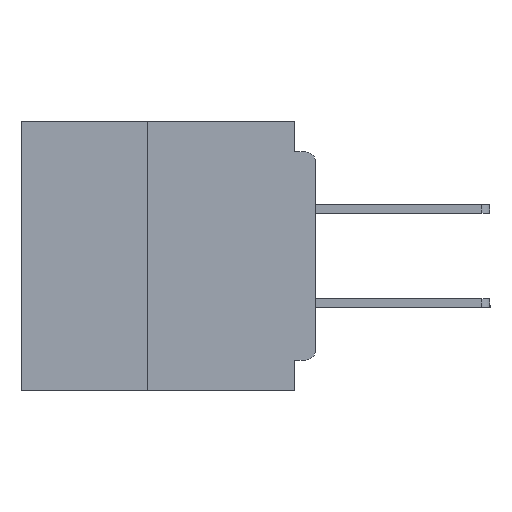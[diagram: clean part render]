
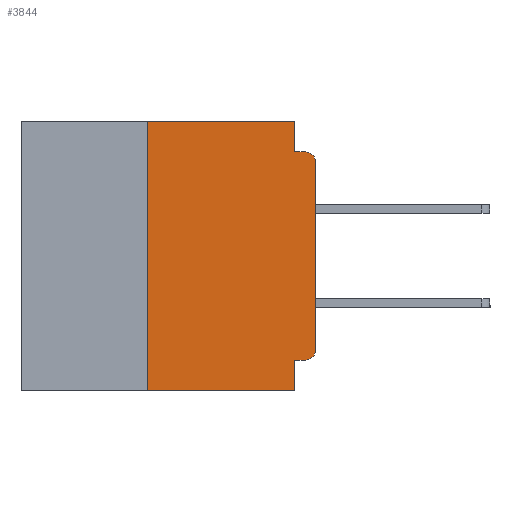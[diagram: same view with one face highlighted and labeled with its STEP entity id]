
A CAD part, left-side view. The second image highlights one B-rep face of the part: STEP entity #3844.
In plain terms, the highlighted planar face has unit normal (-1, 0, 0).
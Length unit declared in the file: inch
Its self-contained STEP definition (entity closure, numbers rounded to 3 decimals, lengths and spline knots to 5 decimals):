
#102 = VECTOR ( 'NONE', #3801, 39.37008 ) ;
#356 = CARTESIAN_POINT ( 'NONE',  ( 0., 0.015, -0.045 ) ) ;
#925 = CARTESIAN_POINT ( 'NONE',  ( 0., 0.015, -0.34 ) ) ;
#944 = CARTESIAN_POINT ( 'NONE',  ( 0., 0., -0.045 ) ) ;
#1140 = DIRECTION ( 'NONE',  ( 0., 0., -1. ) ) ;
#1698 = ORIENTED_EDGE ( 'NONE', *, *, #37044, .F. ) ;
#2687 = ORIENTED_EDGE ( 'NONE', *, *, #17733, .T. ) ;
#2903 = EDGE_CURVE ( 'NONE', #31142, #6671, #8687, .T. ) ;
#3350 = VERTEX_POINT ( 'NONE', #35904 ) ;
#3356 = CARTESIAN_POINT ( 'NONE',  ( 0., 0., -0.34 ) ) ;
#3801 = DIRECTION ( 'NONE',  ( 0., -1., 0. ) ) ;
#3844 = ADVANCED_FACE ( 'NONE', ( #4504 ), #23416, .F. ) ;
#3900 = DIRECTION ( 'NONE',  ( 0., 0., -1. ) ) ;
#4504 = FACE_OUTER_BOUND ( 'NONE', #15206, .T. ) ;
#5930 = CARTESIAN_POINT ( 'NONE',  ( 0., 0., -0.355 ) ) ;
#6090 = CARTESIAN_POINT ( 'NONE',  ( 0., 0.25, 0. ) ) ;
#6671 = VERTEX_POINT ( 'NONE', #18631 ) ;
#6840 = EDGE_CURVE ( 'NONE', #31142, #21327, #16346, .T. ) ;
#7286 = CARTESIAN_POINT ( 'NONE',  ( 0., 0.437, 0. ) ) ;
#7481 = CARTESIAN_POINT ( 'NONE',  ( 0., 0.031, -0.045 ) ) ;
#8687 = LINE ( 'NONE', #25325, #30356 ) ;
#8768 = AXIS2_PLACEMENT_3D ( 'NONE', #30314, #12639, #33190 ) ;
#8840 = AXIS2_PLACEMENT_3D ( 'NONE', #925, #21544, #3900 ) ;
#10211 = DIRECTION ( 'NONE',  ( 0., -1., 0. ) ) ;
#10319 = ORIENTED_EDGE ( 'NONE', *, *, #18979, .F. ) ;
#10334 = CARTESIAN_POINT ( 'NONE',  ( 0., 0.015, -0.355 ) ) ;
#10878 = CARTESIAN_POINT ( 'NONE',  ( 0., 0.25, -0.4 ) ) ;
#11968 = VERTEX_POINT ( 'NONE', #7481 ) ;
#12277 = VERTEX_POINT ( 'NONE', #3356 ) ;
#12639 = DIRECTION ( 'NONE',  ( -1., 0., 0. ) ) ;
#12740 = EDGE_CURVE ( 'NONE', #28373, #11968, #22033, .T. ) ;
#12840 = CARTESIAN_POINT ( 'NONE',  ( 0., 0.031, 0. ) ) ;
#13573 = CARTESIAN_POINT ( 'NONE',  ( 0., 0.25, -0.4 ) ) ;
#14002 = CIRCLE ( 'NONE', #8840, 0.015 ) ;
#14058 = CARTESIAN_POINT ( 'NONE',  ( 0., 0., 0. ) ) ;
#14142 = VECTOR ( 'NONE', #1140, 39.37008 ) ;
#14360 = DIRECTION ( 'NONE',  ( 0., 0., 1. ) ) ;
#14792 = DIRECTION ( 'NONE',  ( 0., 1., 0. ) ) ;
#15206 = EDGE_LOOP ( 'NONE', ( #22001, #29394, #10319, #19960, #32760, #29468, #17176, #1698, #31290, #2687 ) ) ;
#15782 = LINE ( 'NONE', #944, #102 ) ;
#16186 = DIRECTION ( 'NONE',  ( 0., 0., -1. ) ) ;
#16346 = LINE ( 'NONE', #13573, #23268 ) ;
#17176 = ORIENTED_EDGE ( 'NONE', *, *, #2903, .T. ) ;
#17733 = EDGE_CURVE ( 'NONE', #20330, #12277, #14002, .T. ) ;
#17738 = AXIS2_PLACEMENT_3D ( 'NONE', #24145, #23376, #23365 ) ;
#17988 = VECTOR ( 'NONE', #16186, 39.37008 ) ;
#18198 = VERTEX_POINT ( 'NONE', #356 ) ;
#18631 = CARTESIAN_POINT ( 'NONE',  ( 0., 0.031, -0.4 ) ) ;
#18979 = EDGE_CURVE ( 'NONE', #11968, #18198, #15782, .T. ) ;
#19960 = ORIENTED_EDGE ( 'NONE', *, *, #12740, .F. ) ;
#20311 = EDGE_CURVE ( 'NONE', #21327, #28373, #31270, .T. ) ;
#20330 = VERTEX_POINT ( 'NONE', #10334 ) ;
#21327 = VERTEX_POINT ( 'NONE', #6090 ) ;
#21544 = DIRECTION ( 'NONE',  ( -1., 0., 0. ) ) ;
#22001 = ORIENTED_EDGE ( 'NONE', *, *, #32705, .T. ) ;
#22033 = LINE ( 'NONE', #12840, #14142 ) ;
#23268 = VECTOR ( 'NONE', #14360, 39.37008 ) ;
#23365 = DIRECTION ( 'NONE',  ( 0., 0., -1. ) ) ;
#23376 = DIRECTION ( 'NONE',  ( 1., 0., 0. ) ) ;
#23416 = PLANE ( 'NONE',  #17738 ) ;
#23498 = VECTOR ( 'NONE', #10211, 39.37008 ) ;
#24140 = DIRECTION ( 'NONE',  ( 0., -1., 0. ) ) ;
#24145 = CARTESIAN_POINT ( 'NONE',  ( 0., 0.437, 0. ) ) ;
#25325 = CARTESIAN_POINT ( 'NONE',  ( 0., 0.437, -0.4 ) ) ;
#25850 = LINE ( 'NONE', #27881, #17988 ) ;
#25949 = VECTOR ( 'NONE', #14792, 39.37008 ) ;
#27586 = EDGE_CURVE ( 'NONE', #36194, #18198, #31076, .T. ) ;
#27881 = CARTESIAN_POINT ( 'NONE',  ( 0., 0.031, -0.4 ) ) ;
#28373 = VERTEX_POINT ( 'NONE', #36801 ) ;
#29394 = ORIENTED_EDGE ( 'NONE', *, *, #27586, .T. ) ;
#29468 = ORIENTED_EDGE ( 'NONE', *, *, #6840, .F. ) ;
#30314 = CARTESIAN_POINT ( 'NONE',  ( 0., 0.015, -0.06 ) ) ;
#30356 = VECTOR ( 'NONE', #24140, 39.37008 ) ;
#30522 = LINE ( 'NONE', #14058, #37296 ) ;
#31076 = CIRCLE ( 'NONE', #8768, 0.015 ) ;
#31142 = VERTEX_POINT ( 'NONE', #10878 ) ;
#31270 = LINE ( 'NONE', #7286, #23498 ) ;
#31290 = ORIENTED_EDGE ( 'NONE', *, *, #33424, .F. ) ;
#31987 = CARTESIAN_POINT ( 'NONE',  ( 0., 0., -0.06 ) ) ;
#32705 = EDGE_CURVE ( 'NONE', #12277, #36194, #30522, .T. ) ;
#32760 = ORIENTED_EDGE ( 'NONE', *, *, #20311, .F. ) ;
#33190 = DIRECTION ( 'NONE',  ( 0., 0., -1. ) ) ;
#33424 = EDGE_CURVE ( 'NONE', #20330, #3350, #35476, .T. ) ;
#34582 = DIRECTION ( 'NONE',  ( 0., 0., 1. ) ) ;
#35476 = LINE ( 'NONE', #5930, #25949 ) ;
#35904 = CARTESIAN_POINT ( 'NONE',  ( 0., 0.031, -0.355 ) ) ;
#36194 = VERTEX_POINT ( 'NONE', #31987 ) ;
#36801 = CARTESIAN_POINT ( 'NONE',  ( 0., 0.031, 0. ) ) ;
#37044 = EDGE_CURVE ( 'NONE', #3350, #6671, #25850, .T. ) ;
#37296 = VECTOR ( 'NONE', #34582, 39.37008 ) ;
